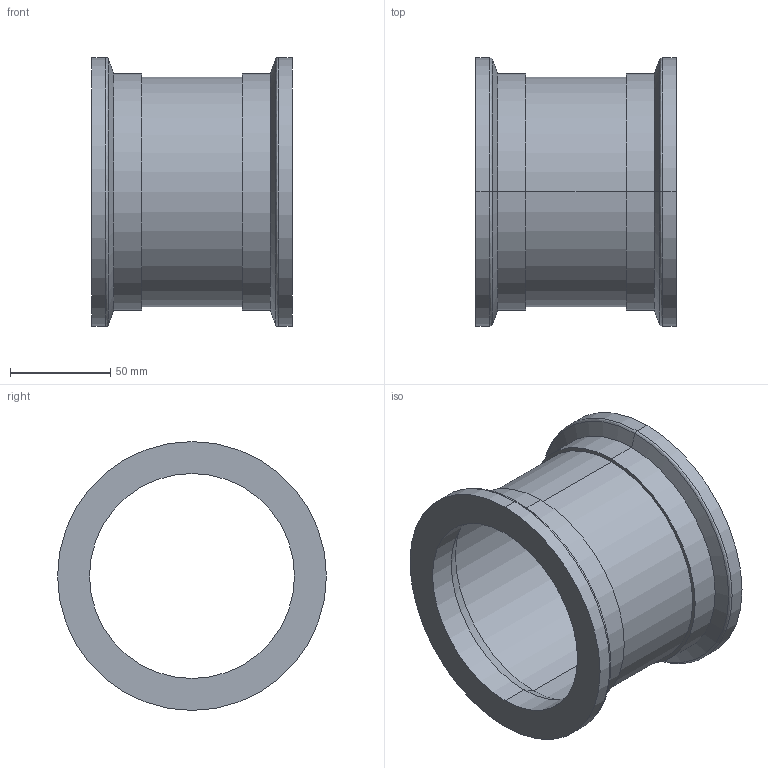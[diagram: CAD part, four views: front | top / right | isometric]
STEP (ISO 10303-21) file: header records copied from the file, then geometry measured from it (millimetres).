
FILE_DESCRIPTION( (''), '2;1');
FILE_NAME ('CAD714.5948.VP5100_12772.stp','2016-04-04T15:48:53',(''),(''),'spGate 11.3.9','spGate','');
FILE_SCHEMA (('AUTOMOTIVE_DESIGN'));
Length unit declared in the file: millimetre
Products named in the file (4): Assembly; VP3100; VP5100-1; VP3100_mr
Assembly tree (3 placements, depth 2):
  Assembly
    VP3100
    VP5100-1
    VP3100_mr
Bounding box: 100 x 134 x 134 mm (x, y, z)
Volume: 210638.2 mm3; surface area: 99435 mm2
Topology: 3 solids, 3 shells, 40 faces, 80 edges, 48 vertices
Faces by surface type: cylinder 20, bspline 12, plane 8
Entity records: 1944 total; most frequent: CARTESIAN_POINT 380, DIRECTION 168, ORIENTED_EDGE 160, COLOUR_RGB 123, PRESENTATION_STYLE_ASSIGNMENT 123, STYLED_ITEM 123, AXIS2_PLACEMENT_3D 84, EDGE_CURVE 80
